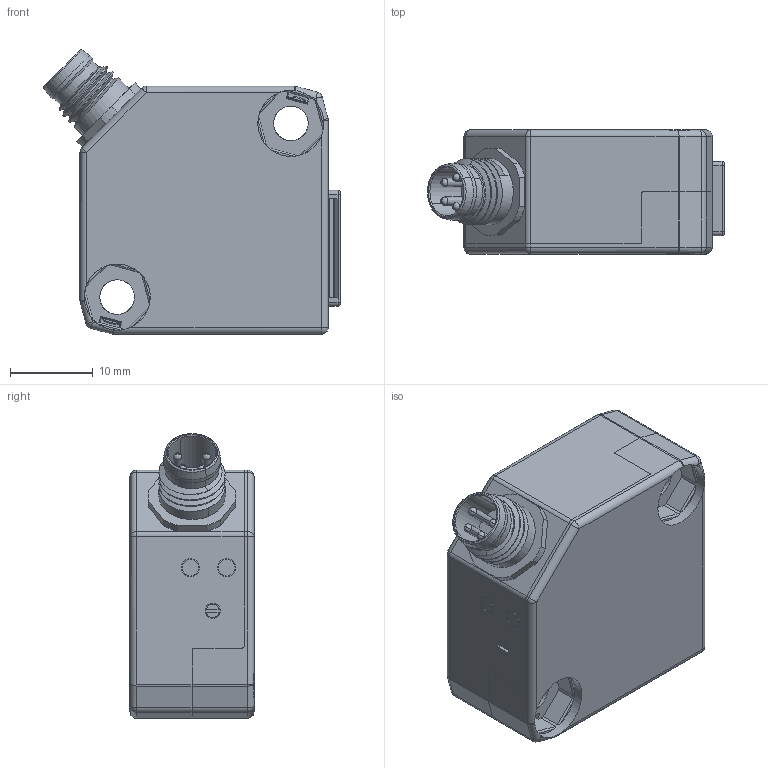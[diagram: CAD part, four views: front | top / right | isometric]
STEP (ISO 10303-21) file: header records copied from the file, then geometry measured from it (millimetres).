
FILE_DESCRIPTION((''),'2;1');
FILE_NAME('LTS-3030-PEFU','2011-10-11T',('RB'),(''),'PRO/ENGINEER BY PARAMETRIC TECHNOLOGY CORPORATION, 2010370','PRO/ENGINEER BY PARAMETRIC TECHNOLOGY CORPORATION, 2010370','');
FILE_SCHEMA(('CONFIG_CONTROL_DESIGN'));
Length unit declared in the file: millimetre
Products named in the file (1): LTS-3030-PEFU
Bounding box: 35.91 x 15 x 34.41 mm (x, y, z)
Surface area: 4939.9 mm2 (no closed solid volume)
Topology: 0 solids, 14 shells, 370 faces, 1215 edges, 841 vertices
Faces by surface type: plane 183, cylinder 142, sphere 26, cone 10, bspline 7, torus 2
Entity records: 15281 total; most frequent: CARTESIAN_POINT 4858, DIRECTION 2128, ORIENTED_EDGE 2074, EDGE_CURVE 1200, VERTEX_POINT 827, AXIS2_PLACEMENT_3D 730, VECTOR 668, LINE 668
